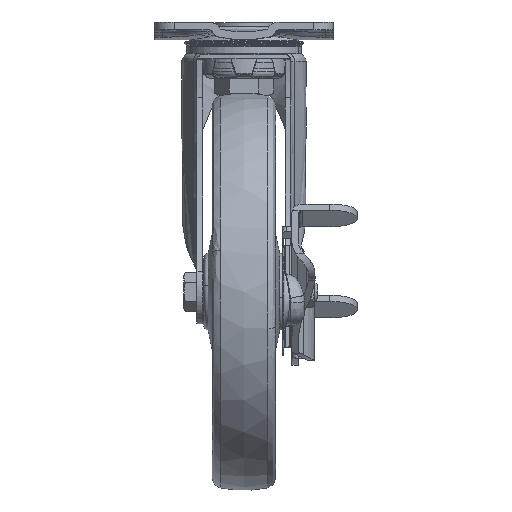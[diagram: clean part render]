
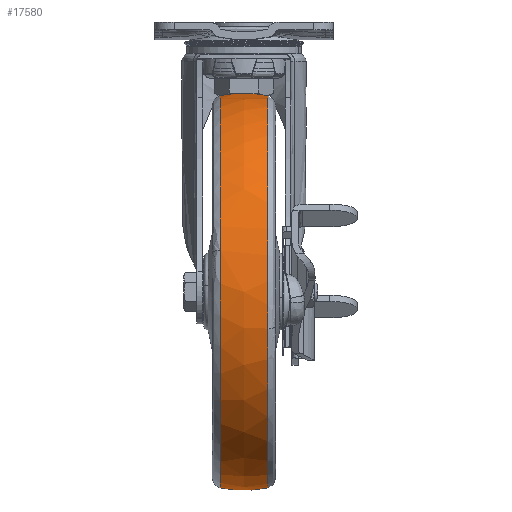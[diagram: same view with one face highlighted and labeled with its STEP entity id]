
A CAD part, left-side view. The second image highlights one B-rep face of the part: STEP entity #17580.
In plain terms, the highlighted free-form (B-spline) face has degree [2, 2] with [3, 7] control points.
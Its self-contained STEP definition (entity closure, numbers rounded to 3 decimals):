
#17358=CARTESIAN_POINT('',(-149.542,12.,-114.786));
#17359=VERTEX_POINT('',#17358);
#17373=CARTESIAN_POINT('',(-53.0,12.,-36.941));
#17374=VERTEX_POINT('',#17373);
#17375=CARTESIAN_POINT('',(-53.0,12.,-36.941));
#17376=CARTESIAN_POINT('',(-132.655,12.,-36.941));
#17377=CARTESIAN_POINT('',(-149.542,12.,-114.786));
#17385=(BOUNDED_CURVE()B_SPLINE_CURVE(2,(#17375,#17376,#17377),.UNSPECIFIED.,.F.,.U.)B_SPLINE_CURVE_WITH_KNOTS((3,3),(0.5,0.714),.UNSPECIFIED.)CURVE()GEOMETRIC_REPRESENTATION_ITEM()RATIONAL_B_SPLINE_CURVE((1.0,0.75,0.927))REPRESENTATION_ITEM(''));
#17386=EDGE_CURVE('',#17374,#17359,#17385,.T.);
#17452=CARTESIAN_POINT('',(-53.0,12.,-234.517));
#17453=VERTEX_POINT('',#17452);
#17467=CARTESIAN_POINT('',(-149.542,12.,-114.786));
#17468=CARTESIAN_POINT('',(-151.788,12.,-125.137));
#17469=CARTESIAN_POINT('',(-151.788,12.,-135.729));
#17470=CARTESIAN_POINT('',(-151.788,12.,-234.517));
#17471=CARTESIAN_POINT('',(-53.0,12.,-234.517));
#17479=(BOUNDED_CURVE()B_SPLINE_CURVE(2,(#17467,#17468,#17469,#17470,#17471),.UNSPECIFIED.,.F.,.U.)B_SPLINE_CURVE_WITH_KNOTS((3,2,3),(0.714,0.75,1.0),.UNSPECIFIED.)CURVE()GEOMETRIC_REPRESENTATION_ITEM()RATIONAL_B_SPLINE_CURVE((0.927,0.957,1.0,0.707,1.0))REPRESENTATION_ITEM(''));
#17480=EDGE_CURVE('',#17359,#17453,#17479,.T.);
#17487=CARTESIAN_POINT('',(-50.245,-13.171,-37.193));
#17488=CARTESIAN_POINT('',(-50.162,0.,-34.229));
#17489=CARTESIAN_POINT('',(-50.245,13.171,-37.193));
#17490=CARTESIAN_POINT('',(-51.615,-13.171,-37.193));
#17491=CARTESIAN_POINT('',(-51.573,0.,-34.229));
#17492=CARTESIAN_POINT('',(-51.615,13.171,-37.193));
#17493=CARTESIAN_POINT('',(-151.537,-13.171,-37.193));
#17494=CARTESIAN_POINT('',(-154.5,0.,-34.229));
#17495=CARTESIAN_POINT('',(-151.537,13.171,-37.193));
#17496=CARTESIAN_POINT('',(-151.537,-13.171,-135.729));
#17497=CARTESIAN_POINT('',(-154.5,0.,-135.729));
#17498=CARTESIAN_POINT('',(-151.537,13.171,-135.729));
#17499=CARTESIAN_POINT('',(-151.537,-13.171,-234.266));
#17500=CARTESIAN_POINT('',(-154.5,0.,-237.229));
#17501=CARTESIAN_POINT('',(-151.537,13.171,-234.266));
#17502=CARTESIAN_POINT('',(-51.615,-13.171,-234.266));
#17503=CARTESIAN_POINT('',(-51.573,0.,-237.229));
#17504=CARTESIAN_POINT('',(-51.615,13.171,-234.266));
#17505=CARTESIAN_POINT('',(-50.245,-13.171,-234.266));
#17506=CARTESIAN_POINT('',(-50.162,0.,-237.229));
#17507=CARTESIAN_POINT('',(-50.245,13.171,-234.266));
#17515=(BOUNDED_SURFACE()B_SPLINE_SURFACE(2,2,((#17487,#17490,#17493,#17496,#17499,#17502,#17505),(#17488,#17491,#17494,#17497,#17500,#17503,#17506),(#17489,#17492,#17495,#17498,#17501,#17504,#17507)),.UNSPECIFIED.,.F.,.F.,.U.)B_SPLINE_SURFACE_WITH_KNOTS((3,3),(3,1,2,1,3),(0.0,26.667),(0.0,3.314,168.999,334.685,337.998),.UNSPECIFIED.)GEOMETRIC_REPRESENTATION_ITEM()RATIONAL_B_SPLINE_SURFACE(((0.881,0.876,0.616,0.871,0.616,0.876,0.881),(0.859,0.854,0.601,0.849,0.601,0.854,0.859),(0.881,0.876,0.616,0.871,0.616,0.876,0.881)))REPRESENTATION_ITEM('')SURFACE());
#17516=CARTESIAN_POINT('',(-53.0,-12.,-36.941));
#17517=VERTEX_POINT('',#17516);
#17518=CARTESIAN_POINT('',(-53.0,-12.,-36.941));
#17519=CARTESIAN_POINT('',(-53.,0.,-34.492));
#17520=CARTESIAN_POINT('',(-53.0,12.,-36.941));
#17528=(BOUNDED_CURVE()B_SPLINE_CURVE(2,(#17518,#17519,#17520),.UNSPECIFIED.,.F.,.U.)B_SPLINE_CURVE_WITH_KNOTS((3,3),(0.458,0.542),.UNSPECIFIED.)CURVE()GEOMETRIC_REPRESENTATION_ITEM()RATIONAL_B_SPLINE_CURVE((0.869,0.851,0.869))REPRESENTATION_ITEM(''));
#17529=EDGE_CURVE('',#17517,#17374,#17528,.T.);
#17530=ORIENTED_EDGE('',*,*,#17529,.T.);
#17531=ORIENTED_EDGE('',*,*,#17386,.T.);
#17532=ORIENTED_EDGE('',*,*,#17480,.T.);
#17533=CARTESIAN_POINT('',(-53.0,-12.,-234.517));
#17534=VERTEX_POINT('',#17533);
#17535=CARTESIAN_POINT('',(-53.0,-12.,-234.517));
#17536=CARTESIAN_POINT('',(-53.0,0.,-236.966));
#17537=CARTESIAN_POINT('',(-53.,12.,-234.517));
#17545=(BOUNDED_CURVE()B_SPLINE_CURVE(2,(#17535,#17536,#17537),.UNSPECIFIED.,.F.,.U.)B_SPLINE_CURVE_WITH_KNOTS((3,3),(0.458,0.542),.UNSPECIFIED.)CURVE()GEOMETRIC_REPRESENTATION_ITEM()RATIONAL_B_SPLINE_CURVE((0.869,0.851,0.869))REPRESENTATION_ITEM(''));
#17546=EDGE_CURVE('',#17534,#17453,#17545,.T.);
#17547=ORIENTED_EDGE('',*,*,#17546,.F.);
#17548=CARTESIAN_POINT('',(-150.038,-12.,-154.24));
#17549=VERTEX_POINT('',#17548);
#17550=CARTESIAN_POINT('',(-150.038,-12.,-154.24));
#17551=CARTESIAN_POINT('',(-134.724,-12.,-234.517));
#17552=CARTESIAN_POINT('',(-53.0,-12.,-234.517));
#17560=(BOUNDED_CURVE()B_SPLINE_CURVE(2,(#17550,#17551,#17552),.UNSPECIFIED.,.F.,.U.)B_SPLINE_CURVE_WITH_KNOTS((3,3),(0.782,1.0),.UNSPECIFIED.)CURVE()GEOMETRIC_REPRESENTATION_ITEM()RATIONAL_B_SPLINE_CURVE((0.934,0.745,1.0))REPRESENTATION_ITEM(''));
#17561=EDGE_CURVE('',#17549,#17534,#17560,.T.);
#17562=ORIENTED_EDGE('',*,*,#17561,.F.);
#17563=CARTESIAN_POINT('',(-53.0,-12.,-36.941));
#17564=CARTESIAN_POINT('',(-151.788,-12.,-36.941));
#17565=CARTESIAN_POINT('',(-151.788,-12.,-135.729));
#17566=CARTESIAN_POINT('',(-151.788,-12.,-145.067));
#17567=CARTESIAN_POINT('',(-150.038,-12.,-154.24));
#17575=(BOUNDED_CURVE()B_SPLINE_CURVE(2,(#17563,#17564,#17565,#17566,#17567),.UNSPECIFIED.,.F.,.U.)B_SPLINE_CURVE_WITH_KNOTS((3,2,3),(0.5,0.75,0.782),.UNSPECIFIED.)CURVE()GEOMETRIC_REPRESENTATION_ITEM()RATIONAL_B_SPLINE_CURVE((1.0,0.707,1.0,0.962,0.934))REPRESENTATION_ITEM(''));
#17576=EDGE_CURVE('',#17517,#17549,#17575,.T.);
#17577=ORIENTED_EDGE('',*,*,#17576,.F.);
#17578=EDGE_LOOP('',(#17530,#17531,#17532,#17547,#17562,#17577));
#17579=FACE_OUTER_BOUND('',#17578,.T.);
#17580=ADVANCED_FACE('',(#17579),#17515,.T.);
